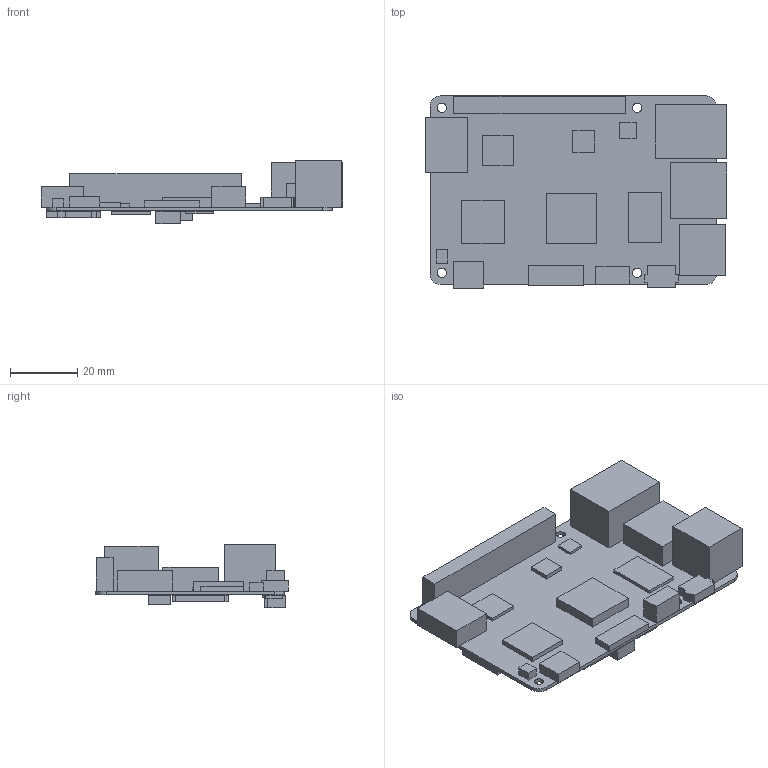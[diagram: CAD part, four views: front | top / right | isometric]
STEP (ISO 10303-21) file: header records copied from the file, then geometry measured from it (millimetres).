
FILE_DESCRIPTION(('FreeCAD Model'),'2;1');
FILE_NAME('Open CASCADE Shape Model','2024-10-07T21:52:27',(''),(''), 'Open CASCADE STEP processor 7.7','FreeCAD','Unknown');
FILE_SCHEMA(('AUTOMOTIVE_DESIGN { 1 0 10303 214 1 1 1 1 }'));
Length unit declared in the file: millimetre
Products named in the file (24): rdk_x3_simple; componets; FPC05_24P; FPC05_6P; LT8618EX_QFN64_EPAD; USB-AF-9AW-PK; USB_A_X2_DIP_90_2; QFN40; HEADER_2_54_2X20P; HDMI; FH35_31S; CON4_2MM; RJ45-TRJG0820DNL; LGA44; IPX; LGA8_127P_800X600X80; TSSOP20-0R65-6R5X6R4; CONN_ZX62D_B_5PA8_30; TF9P1_0B14_5X14_7; L6R6X7R0-MSWA0603S; USS400060; FBGA200_80P_150X100X90; X2A; board
Assembly tree (23 placements, depth 3):
  rdk_x3_simple
    componets
      FPC05_24P
      FPC05_6P
      LT8618EX_QFN64_EPAD
      USB-AF-9AW-PK
      USB_A_X2_DIP_90_2
      QFN40
      HEADER_2_54_2X20P
      HDMI
      FH35_31S
      CON4_2MM
      RJ45-TRJG0820DNL
      LGA44
      IPX
      LGA8_127P_800X600X80
      TSSOP20-0R65-6R5X6R4
      CONN_ZX62D_B_5PA8_30
      TF9P1_0B14_5X14_7
      L6R6X7R0-MSWA0603S
      USS400060
      FBGA200_80P_150X100X90
      X2A
    board
Bounding box: 89.6 x 57.06 x 18.97 mm (x, y, z)
Volume: 21561.5 mm3; surface area: 20223.8 mm2
Topology: 22 solids, 22 shells, 172 faces, 384 edges, 256 vertices
Faces by surface type: plane 164, cylinder 8
Full cylindrical faces by diameter (mm): 2.75 x4
Entity records: 5305 total; most frequent: CARTESIAN_POINT 836, DIRECTION 792, ORIENTED_EDGE 768, EDGE_CURVE 384, LINE 368, VECTOR 368, VERTEX_POINT 256, AXIS2_PLACEMENT_3D 212
